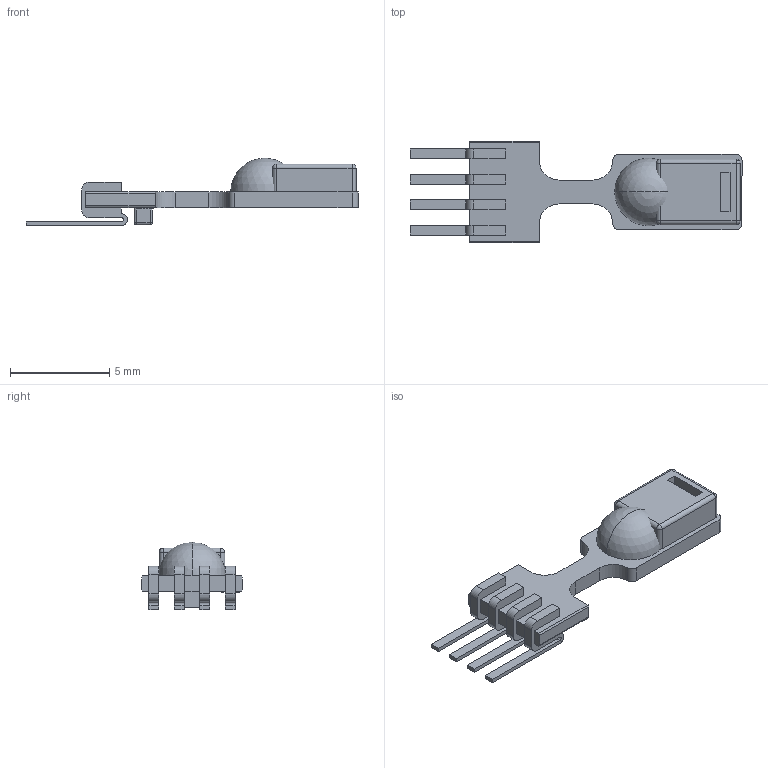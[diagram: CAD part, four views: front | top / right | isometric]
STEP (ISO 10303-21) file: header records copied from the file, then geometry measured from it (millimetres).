
FILE_DESCRIPTION((''),'2;1');
FILE_NAME('SENSIRION_SHT7X_H.stp','2012-04-19T12:52:27',(''),(''),'Mechanical Desktop 2011','Mechanical Desktop 2011',', , ');
FILE_SCHEMA(('AUTOMOTIVE_DESIGN { 1 2 10303 214 1 1 1 1 }'));
Length unit declared in the file: millimetre
Products named in the file (1): Product
Bounding box: 16.7 x 5.08 x 3.4 mm (x, y, z)
Volume: 73.8 mm3; surface area: 286.5 mm2
Topology: 11 solids, 11 shells, 155 faces, 385 edges, 246 vertices
Faces by surface type: plane 77, cylinder 44, bspline 22, sphere 12
Entity records: 4608 total; most frequent: CARTESIAN_POINT 847, ORIENTED_EDGE 758, DIRECTION 748, EDGE_CURVE 379, VECTOR 278, LINE 278, VERTEX_POINT 246, AXIS2_PLACEMENT_3D 235
